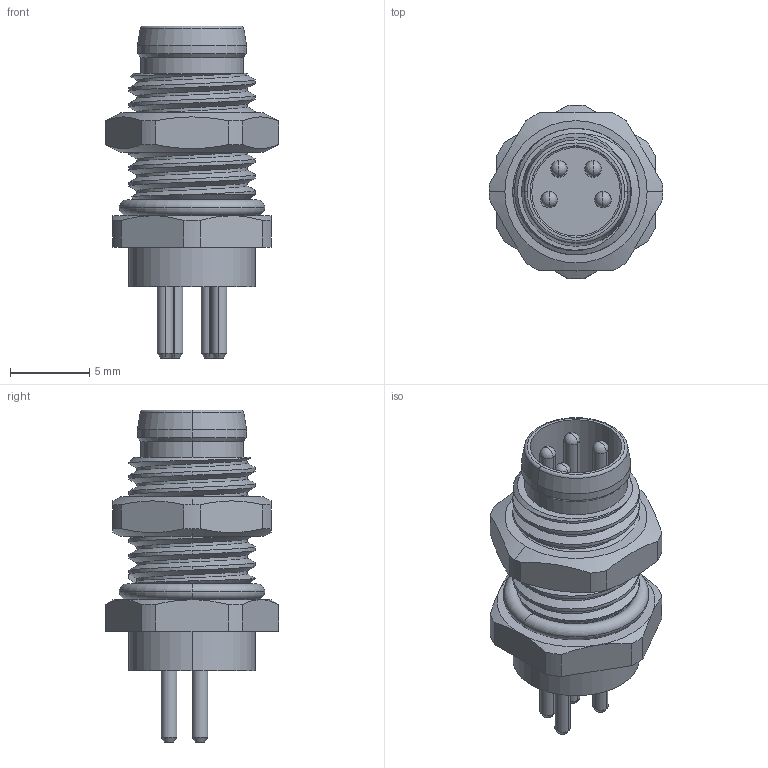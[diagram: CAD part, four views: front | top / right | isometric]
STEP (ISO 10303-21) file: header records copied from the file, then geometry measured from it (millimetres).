
FILE_DESCRIPTION((''),'2;1');
FILE_NAME('PRT000122344','2025-09-23T',('gongcheng16'),(''),'PRO/ENGINEER BY PARAMETRIC TECHNOLOGY CORPORATION, 2010280','PRO/ENGINEER BY PARAMETRIC TECHNOLOGY CORPORATION, 2010280','');
FILE_SCHEMA(('CONFIG_CONTROL_DESIGN'));
Length unit declared in the file: millimetre
Products named in the file (1): PRT000122344
Bounding box: 11 x 10.99 x 21 mm (x, y, z)
Volume: 243.2 mm3; surface area: 2232.8 mm2
Topology: 1 solids, 9 shells, 321 faces, 729 edges, 451 vertices
Faces by surface type: cylinder 134, plane 95, cone 60, torus 12, bspline 12, sphere 8
Entity records: 12431 total; most frequent: CARTESIAN_POINT 5123, DIRECTION 1593, ORIENTED_EDGE 1442, EDGE_CURVE 721, AXIS2_PLACEMENT_3D 650, VERTEX_POINT 451, EDGE_LOOP 368, CIRCLE 340
